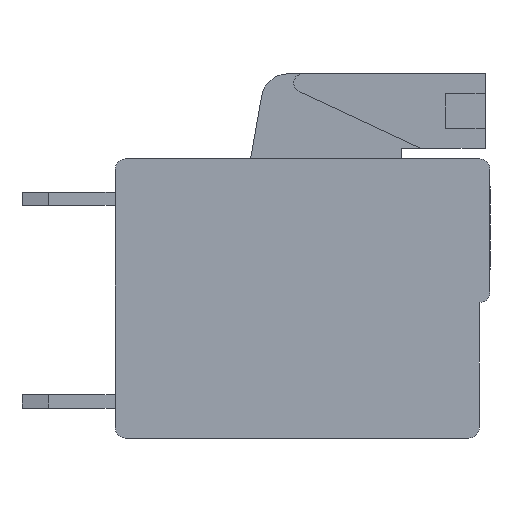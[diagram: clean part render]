
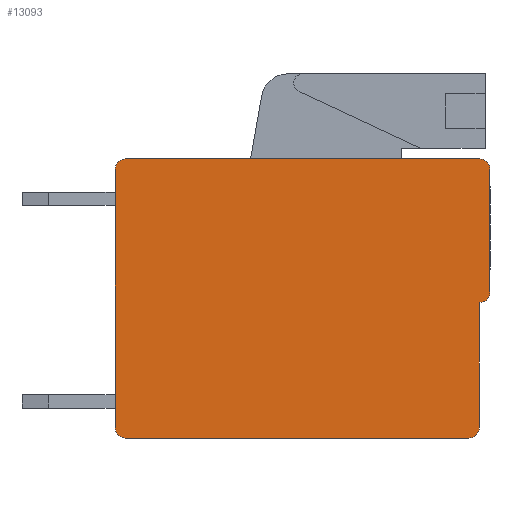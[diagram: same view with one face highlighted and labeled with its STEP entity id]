
A CAD part, front view. The second image highlights one B-rep face of the part: STEP entity #13093.
In plain terms, the highlighted planar face has unit normal (0, -1, 0).
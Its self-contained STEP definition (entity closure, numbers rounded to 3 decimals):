
#255=DIRECTION('',(-1.,0.,0.));
#256=VECTOR('',#255,13.3);
#257=CARTESIAN_POINT('',(13.7,-50.8,
0.));
#258=LINE('',#257,#256);
#2469=DIRECTION('',(0.,0.,1.));
#2470=VECTOR('',#2469,4.6);
#2471=CARTESIAN_POINT('',(14.1,-50.8,-5.));
#2472=LINE('',#2471,#2470);
#2985=DIRECTION('',(0.,0.,1.));
#2986=VECTOR('',#2985,4.7);
#2987=CARTESIAN_POINT('',(13.7,-50.8,-10.1));
#2988=LINE('',#2987,#2986);
#2993=DIRECTION('',(1.,0.,0.));
#2994=VECTOR('',#2993,12.9);
#2995=CARTESIAN_POINT('',(0.4,-50.8,
-10.5));
#2996=LINE('',#2995,#2994);
#3365=DIRECTION('',(0.,0.,-1.));
#3366=VECTOR('',#3365,9.7);
#3367=CARTESIAN_POINT('',(0.,-50.8,
-0.4));
#3368=LINE('',#3367,#3366);
#4497=CARTESIAN_POINT('',(0.4,-50.8,
-10.1));
#4498=DIRECTION('',(0.,1.,0.));
#4499=DIRECTION('',(0.,0.,-1.));
#4500=AXIS2_PLACEMENT_3D('',#4497,#4498,#4499);
#4502=CARTESIAN_POINT('',(0.4,-50.8,
-0.4));
#4503=DIRECTION('',(0.,1.,0.));
#4504=DIRECTION('',(-1.,0.,0.));
#4505=AXIS2_PLACEMENT_3D('',#4502,#4503,#4504);
#4507=CARTESIAN_POINT('',(13.7,-50.8,-0.4));
#4508=DIRECTION('',(0.,1.,0.));
#4509=DIRECTION('',(0.,0.,1.));
#4510=AXIS2_PLACEMENT_3D('',#4507,#4508,#4509);
#4512=CARTESIAN_POINT('',(13.7,-50.8,-5.));
#4513=DIRECTION('',(0.,1.,0.));
#4514=DIRECTION('',(1.,0.,0.));
#4515=AXIS2_PLACEMENT_3D('',#4512,#4513,#4514);
#4517=CARTESIAN_POINT('',(13.3,-50.8,-10.1));
#4518=DIRECTION('',(0.,1.,0.));
#4519=DIRECTION('',(1.,0.,0.));
#4520=AXIS2_PLACEMENT_3D('',#4517,#4518,#4519);
#6135=CARTESIAN_POINT('',(13.7,-50.8,
0.));
#6136=CARTESIAN_POINT('',(0.4,-50.8,
0.));
#6137=VERTEX_POINT('',#6135);
#6138=VERTEX_POINT('',#6136);
#6139=CARTESIAN_POINT('',(0.,-50.8,
-0.4));
#6140=CARTESIAN_POINT('',(0.,-50.8,
-10.1));
#6141=VERTEX_POINT('',#6139);
#6142=VERTEX_POINT('',#6140);
#6159=CARTESIAN_POINT('',(0.4,-50.8,
-10.5));
#6160=VERTEX_POINT('',#6159);
#6161=CARTESIAN_POINT('',(14.1,-50.8,-0.4));
#6162=VERTEX_POINT('',#6161);
#6163=CARTESIAN_POINT('',(14.1,-50.8,-5.));
#6164=VERTEX_POINT('',#6163);
#6165=CARTESIAN_POINT('',(13.7,-50.8,-5.4));
#6166=VERTEX_POINT('',#6165);
#6167=CARTESIAN_POINT('',(13.7,-50.8,-10.1));
#6168=VERTEX_POINT('',#6167);
#6169=CARTESIAN_POINT('',(13.3,-50.8,
-10.5));
#6170=VERTEX_POINT('',#6169);
#13076=CARTESIAN_POINT('',(7.05,-50.8,-5.25));
#13077=DIRECTION('',(0.,1.,0.));
#13078=DIRECTION('',(1.,0.,0.));
#13079=AXIS2_PLACEMENT_3D('',#13076,#13077,#13078);
#13080=PLANE('',#13079);
#13081=ORIENTED_EDGE('',*,*,#10789,.T.);
#13082=ORIENTED_EDGE('',*,*,#10814,.F.);
#13083=ORIENTED_EDGE('',*,*,#13068,.T.);
#13084=ORIENTED_EDGE('',*,*,#6415,.F.);
#13085=ORIENTED_EDGE('',*,*,#9459,.T.);
#13086=ORIENTED_EDGE('',*,*,#9474,.F.);
#13087=ORIENTED_EDGE('',*,*,#10709,.T.);
#13088=ORIENTED_EDGE('',*,*,#10724,.F.);
#13089=ORIENTED_EDGE('',*,*,#10739,.T.);
#13090=ORIENTED_EDGE('',*,*,#10756,.F.);
#13091=EDGE_LOOP('',(#13081,#13082,#13083,#13084,#13085,#13086,#13087,#13088,
#13089,#13090));
#13092=FACE_OUTER_BOUND('',#13091,.F.);
#4501=CIRCLE('',#4500,0.4);
#4506=CIRCLE('',#4505,0.4);
#4511=CIRCLE('',#4510,0.4);
#4516=CIRCLE('',#4515,0.4);
#4521=CIRCLE('',#4520,0.4);
#6415=EDGE_CURVE('',#6137,#6138,#258,.T.);
#9459=EDGE_CURVE('',#6137,#6162,#4511,.T.);
#9474=EDGE_CURVE('',#6164,#6162,#2472,.T.);
#10709=EDGE_CURVE('',#6164,#6166,#4516,.T.);
#10724=EDGE_CURVE('',#6168,#6166,#2988,.T.);
#10739=EDGE_CURVE('',#6168,#6170,#4521,.T.);
#10756=EDGE_CURVE('',#6160,#6170,#2996,.T.);
#10789=EDGE_CURVE('',#6160,#6142,#4501,.T.);
#10814=EDGE_CURVE('',#6141,#6142,#3368,.T.);
#13068=EDGE_CURVE('',#6141,#6138,#4506,.T.);
#13093=ADVANCED_FACE('',(#13092),#13080,.F.);
